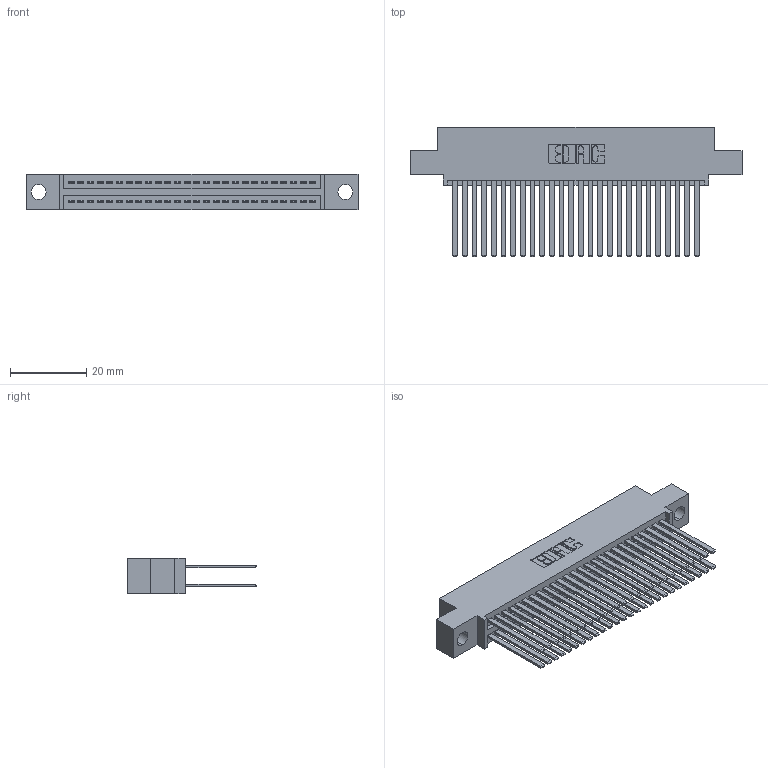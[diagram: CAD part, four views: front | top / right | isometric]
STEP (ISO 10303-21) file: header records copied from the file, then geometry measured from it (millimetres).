
FILE_DESCRIPTION (( 'STEP AP203' ), '1' );
FILE_NAME ('395-052-544-504.STEP', '2021-06-17T00:23:10', ( '' ), ( '' ), 'SwSTEP 2.0', 'SolidWorks 2020', '' );
FILE_SCHEMA (( 'CONFIG_CONTROL_DESIGN' ));
Length unit declared in the file: inch
Products named in the file (3): 395-052-544-504; 345-292-001_345-293-144; 345 Part_0.110 Offset - 0.156 Dia-TI
Assembly tree (53 placements, depth 2):
  395-052-544-504
    345 Part_0.110 Offset - 0.156 Dia-TI
    345-292-001_345-293-144  x52
Bounding box: 87.25 x 33.96 x 9.4 mm (x, y, z)
Volume: 8876.6 mm3; surface area: 14892.1 mm2
Topology: 53 solids, 53 shells, 2432 faces, 7201 edges, 4730 vertices
Faces by surface type: plane 1606, cylinder 826
Entity records: 22921 total; most frequent: CARTESIAN_POINT 3862, ORIENTED_EDGE 3794, DIRECTION 3421, EDGE_CURVE 1897, LINE 1665, VECTOR 1665, VERTEX_POINT 1262, AXIS2_PLACEMENT_3D 878
